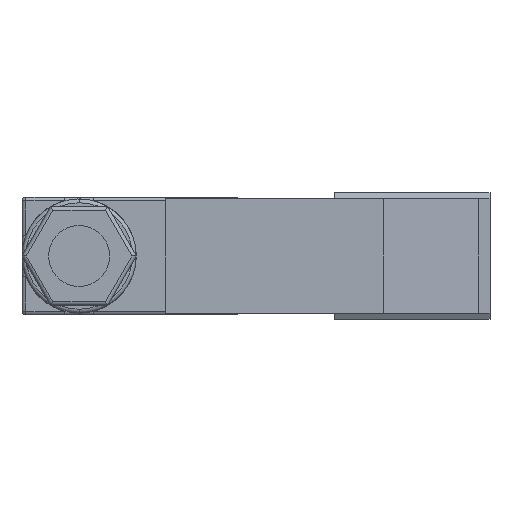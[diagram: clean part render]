
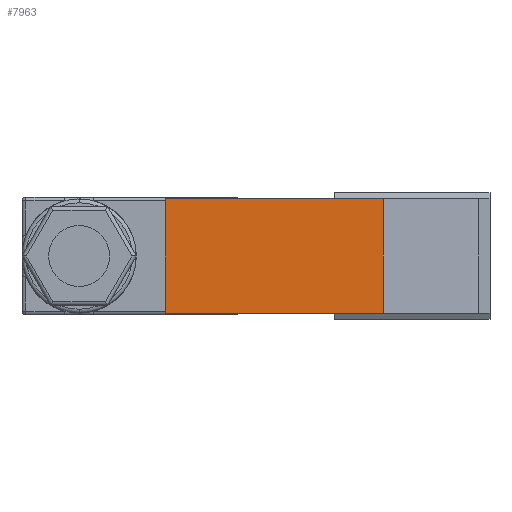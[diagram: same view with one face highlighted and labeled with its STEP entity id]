
A CAD part, left-side view. The second image highlights one B-rep face of the part: STEP entity #7963.
In plain terms, the highlighted face is planar.
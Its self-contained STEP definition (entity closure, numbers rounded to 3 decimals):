
#578 = DIRECTION ( 'NONE',  ( 0., 0., -1. ) ) ;
#708 = VECTOR ( 'NONE', #578, 1000. ) ;
#722 = AXIS2_PLACEMENT_3D ( 'NONE', #5863, #7819, #2183 ) ;
#853 = VERTEX_POINT ( 'NONE', #6448 ) ;
#1026 = VECTOR ( 'NONE', #11211, 1000. ) ;
#1129 = ORIENTED_EDGE ( 'NONE', *, *, #8942, .F. ) ;
#1262 = CARTESIAN_POINT ( 'NONE',  ( 38.1, 41.2, 7.5 ) ) ;
#2183 = DIRECTION ( 'NONE',  ( 0., -1., 0. ) ) ;
#2262 = VERTEX_POINT ( 'NONE', #1262 ) ;
#3360 = FACE_OUTER_BOUND ( 'NONE', #3543, .T. ) ;
#3543 = EDGE_LOOP ( 'NONE', ( #6819, #1129, #4775, #5009 ) ) ;
#3558 = VERTEX_POINT ( 'NONE', #4520 ) ;
#3653 = DIRECTION ( 'NONE',  ( 0., 1., 0. ) ) ;
#3994 = VECTOR ( 'NONE', #3653, 1000. ) ;
#4188 = VERTEX_POINT ( 'NONE', #6397 ) ;
#4520 = CARTESIAN_POINT ( 'NONE',  ( 38.1, 41.2, -7.5 ) ) ;
#4775 = ORIENTED_EDGE ( 'NONE', *, *, #10338, .F. ) ;
#5009 = ORIENTED_EDGE ( 'NONE', *, *, #8086, .T. ) ;
#5863 = CARTESIAN_POINT ( 'NONE',  ( 38.1, 41.2, 7.5 ) ) ;
#5898 = PLANE ( 'NONE',  #722 ) ;
#6206 = CARTESIAN_POINT ( 'NONE',  ( 38.1, 12.5, 7.5 ) ) ;
#6273 = VECTOR ( 'NONE', #8442, 1000. ) ;
#6397 = CARTESIAN_POINT ( 'NONE',  ( 38.1, 12.5, 7.5 ) ) ;
#6448 = CARTESIAN_POINT ( 'NONE',  ( 38.1, 12.5, -7.5 ) ) ;
#6449 = CARTESIAN_POINT ( 'NONE',  ( 38.1, 41.2, 7.5 ) ) ;
#6797 = LINE ( 'NONE', #6449, #3994 ) ;
#6819 = ORIENTED_EDGE ( 'NONE', *, *, #7488, .T. ) ;
#7488 = EDGE_CURVE ( 'NONE', #853, #3558, #8535, .T. ) ;
#7819 = DIRECTION ( 'NONE',  ( -1., 0., 0. ) ) ;
#7928 = LINE ( 'NONE', #6206, #708 ) ;
#7963 = ADVANCED_FACE ( 'NONE', ( #3360 ), #5898, .F. ) ;
#8086 = EDGE_CURVE ( 'NONE', #4188, #853, #7928, .T. ) ;
#8442 = DIRECTION ( 'NONE',  ( 0., 0., -1. ) ) ;
#8535 = LINE ( 'NONE', #10272, #1026 ) ;
#8942 = EDGE_CURVE ( 'NONE', #2262, #3558, #11279, .T. ) ;
#9402 = CARTESIAN_POINT ( 'NONE',  ( 38.1, 41.2, 7.5 ) ) ;
#10272 = CARTESIAN_POINT ( 'NONE',  ( 38.1, 41.2, -7.5 ) ) ;
#10338 = EDGE_CURVE ( 'NONE', #4188, #2262, #6797, .T. ) ;
#11211 = DIRECTION ( 'NONE',  ( 0., 1., 0. ) ) ;
#11279 = LINE ( 'NONE', #9402, #6273 ) ;
